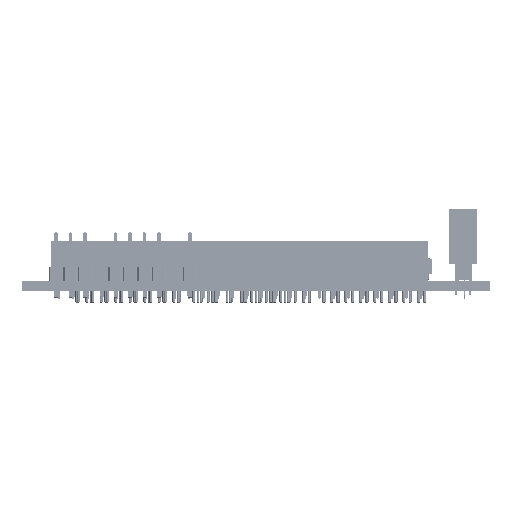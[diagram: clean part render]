
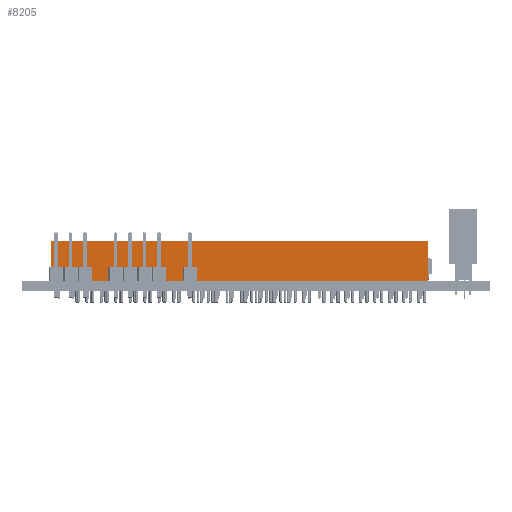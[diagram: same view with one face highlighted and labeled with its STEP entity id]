
A CAD part, left-side view. The second image highlights one B-rep face of the part: STEP entity #8205.
In plain terms, the highlighted planar face has unit normal (-1, 0, 0).
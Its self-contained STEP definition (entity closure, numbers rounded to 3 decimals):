
#5382 = VERTEX_POINT('',#5383);
#5383 = CARTESIAN_POINT('',(-1.27,-64.77,0.));
#5391 = EDGE_CURVE('',#5382,#5392,#5394,.T.);
#5392 = VERTEX_POINT('',#5393);
#5393 = CARTESIAN_POINT('',(-1.27,-64.77,7.));
#5394 = LINE('',#5395,#5396);
#5395 = CARTESIAN_POINT('',(-1.27,-64.77,0.));
#5396 = VECTOR('',#5397,1.);
#5397 = DIRECTION('',(0.,0.,1.));
#5454 = VERTEX_POINT('',#5455);
#5455 = CARTESIAN_POINT('',(-1.27,1.27,7.));
#5461 = EDGE_CURVE('',#5462,#5454,#5464,.T.);
#5462 = VERTEX_POINT('',#5463);
#5463 = CARTESIAN_POINT('',(-1.27,1.27,0.));
#5464 = LINE('',#5465,#5466);
#5465 = CARTESIAN_POINT('',(-1.27,1.27,0.));
#5466 = VECTOR('',#5467,1.);
#5467 = DIRECTION('',(0.,0.,1.));
#5526 = EDGE_CURVE('',#5454,#5392,#5527,.T.);
#5527 = LINE('',#5528,#5529);
#5528 = CARTESIAN_POINT('',(-1.27,1.27,7.));
#5529 = VECTOR('',#5530,1.);
#5530 = DIRECTION('',(0.,-1.,0.));
#6432 = EDGE_CURVE('',#5462,#5382,#6433,.T.);
#6433 = LINE('',#6434,#6435);
#6434 = CARTESIAN_POINT('',(-1.27,1.27,0.));
#6435 = VECTOR('',#6436,1.);
#6436 = DIRECTION('',(0.,-1.,0.));
#8205 = ADVANCED_FACE('',(#8206),#8212,.F.);
#8206 = FACE_BOUND('',#8207,.F.);
#8207 = EDGE_LOOP('',(#8208,#8209,#8210,#8211));
#8208 = ORIENTED_EDGE('',*,*,#5461,.T.);
#8209 = ORIENTED_EDGE('',*,*,#5526,.T.);
#8210 = ORIENTED_EDGE('',*,*,#5391,.F.);
#8211 = ORIENTED_EDGE('',*,*,#6432,.F.);
#8212 = PLANE('',#8213);
#8213 = AXIS2_PLACEMENT_3D('',#8214,#8215,#8216);
#8214 = CARTESIAN_POINT('',(-1.27,1.27,0.));
#8215 = DIRECTION('',(1.,0.,0.));
#8216 = DIRECTION('',(0.,-1.,0.));
